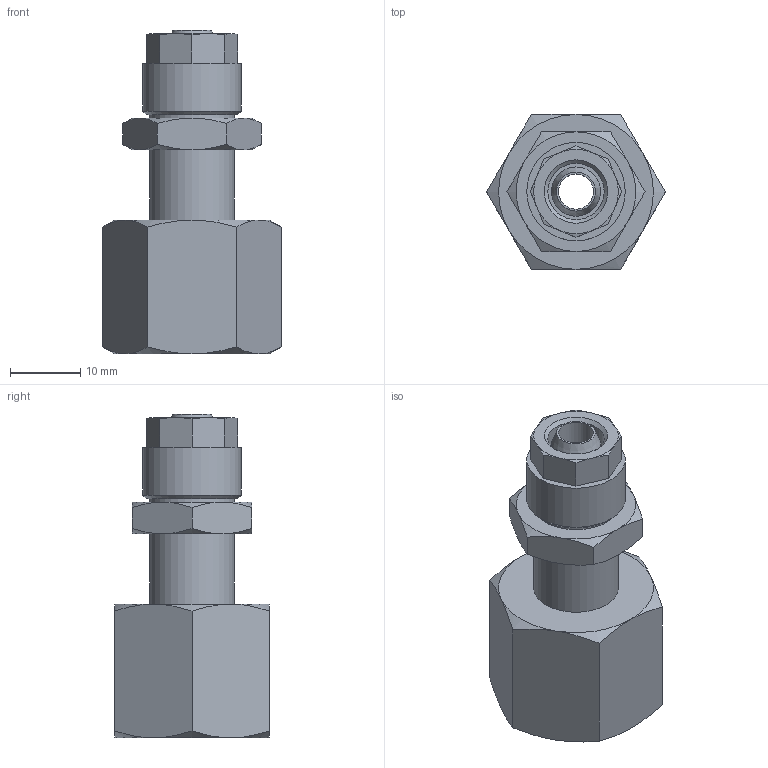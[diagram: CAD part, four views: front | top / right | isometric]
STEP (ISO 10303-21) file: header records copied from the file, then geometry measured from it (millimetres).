
FILE_DESCRIPTION(( 'MC.43.08.38.STP' ), '1');
FILE_NAME( 'MC.43.08.38.STP', '2018-10-02T09:27:57',( 'Sopra'),('sopra-pneumatic.com'), 'SwSTEP 2.0','SolidWorks 2009','' );
FILE_SCHEMA (('AUTOMOTIVE_DESIGN { 1 0 10303 214 1 1 1 1 }'));
Length unit declared in the file: millimetre
Products named in the file (4): Root; 10525; Kontermutter; 17006
Assembly tree (3 placements, depth 2):
  Root
    10525
    Kontermutter
    17006
Bounding box: 25.4 x 22 x 46 mm (x, y, z)
Volume: 8373.1 mm3; surface area: 5966 mm2
Topology: 3 solids, 3 shells, 82 faces, 177 edges, 106 vertices
Faces by surface type: cone 42, plane 31, cylinder 8, torus 1
Full cylindrical faces by diameter (mm): 5 x1, 6.6 x1, 8 x1, 10.773 x2, 12 x1, 14 x1, 14.95 x1
Entity records: 3702 total; most frequent: DIRECTION 450, CARTESIAN_POINT 338, PRESENTATION_STYLE_ASSIGNMENT 305, COLOUR_RGB 303, DRAUGHTING_PRE_DEFINED_CURVE_FONT 302, CURVE_STYLE 302, OVER_RIDING_STYLED_ITEM 302, ORIENTED_EDGE 302
